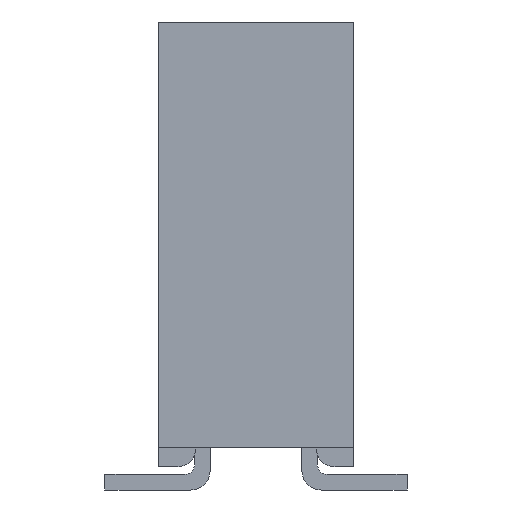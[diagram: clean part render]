
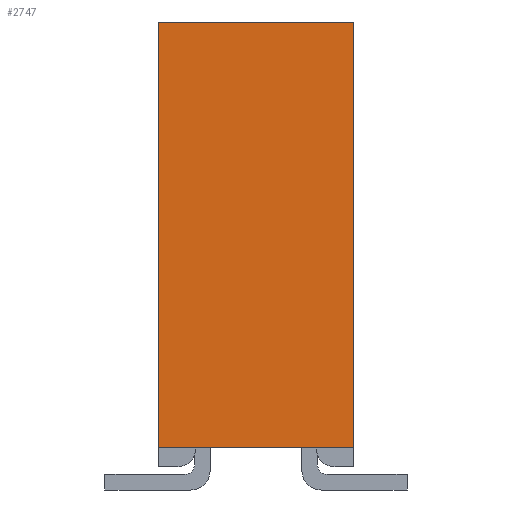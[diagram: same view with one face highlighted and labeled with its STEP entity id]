
A CAD part, left-side view. The second image highlights one B-rep face of the part: STEP entity #2747.
In plain terms, the highlighted planar face has unit normal (-1, 0, 0).
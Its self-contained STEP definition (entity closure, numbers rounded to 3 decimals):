
#2747 = ADVANCED_FACE('',(#2748),#2782,.F.);
#2748 = FACE_BOUND('',#2749,.T.);
#2749 = EDGE_LOOP('',(#2750,#2760,#2768,#2776));
#2750 = ORIENTED_EDGE('',*,*,#2751,.T.);
#2751 = EDGE_CURVE('',#2752,#2754,#2756,.T.);
#2752 = VERTEX_POINT('',#2753);
#2753 = CARTESIAN_POINT('',(-9.017,5.791,-1.27));
#2754 = VERTEX_POINT('',#2755);
#2755 = CARTESIAN_POINT('',(-9.017,0.254,-1.27));
#2756 = LINE('',#2757,#2758);
#2757 = CARTESIAN_POINT('',(-9.017,5.791,-1.27));
#2758 = VECTOR('',#2759,1.);
#2759 = DIRECTION('',(0.,-1.,0.));
#2760 = ORIENTED_EDGE('',*,*,#2761,.T.);
#2761 = EDGE_CURVE('',#2754,#2762,#2764,.T.);
#2762 = VERTEX_POINT('',#2763);
#2763 = CARTESIAN_POINT('',(-9.017,0.254,1.27));
#2764 = LINE('',#2765,#2766);
#2765 = CARTESIAN_POINT('',(-9.017,0.254,-0.787));
#2766 = VECTOR('',#2767,1.);
#2767 = DIRECTION('',(0.,0.,1.));
#2768 = ORIENTED_EDGE('',*,*,#2769,.F.);
#2769 = EDGE_CURVE('',#2770,#2762,#2772,.T.);
#2770 = VERTEX_POINT('',#2771);
#2771 = CARTESIAN_POINT('',(-9.017,5.791,1.27));
#2772 = LINE('',#2773,#2774);
#2773 = CARTESIAN_POINT('',(-9.017,5.791,1.27));
#2774 = VECTOR('',#2775,1.);
#2775 = DIRECTION('',(0.,-1.,0.));
#2776 = ORIENTED_EDGE('',*,*,#2777,.F.);
#2777 = EDGE_CURVE('',#2752,#2770,#2778,.T.);
#2778 = LINE('',#2779,#2780);
#2779 = CARTESIAN_POINT('',(-9.017,5.791,-1.27));
#2780 = VECTOR('',#2781,1.);
#2781 = DIRECTION('',(0.,0.,1.));
#2782 = PLANE('',#2783);
#2783 = AXIS2_PLACEMENT_3D('',#2784,#2785,#2786);
#2784 = CARTESIAN_POINT('',(-9.017,5.791,-1.27));
#2785 = DIRECTION('',(1.,0.,0.));
#2786 = DIRECTION('',(0.,0.,-1.));
